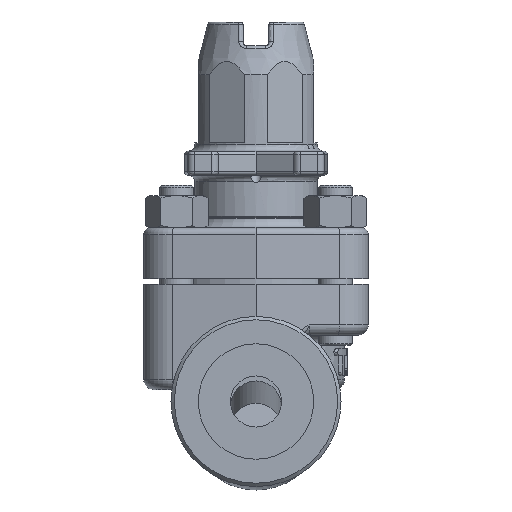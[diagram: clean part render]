
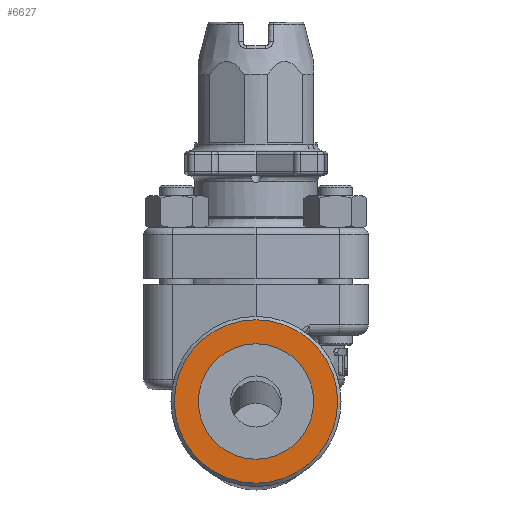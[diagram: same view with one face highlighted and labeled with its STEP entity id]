
A CAD part, left-side view. The second image highlights one B-rep face of the part: STEP entity #6627.
In plain terms, the highlighted planar face has unit normal (-1, 0, 0).
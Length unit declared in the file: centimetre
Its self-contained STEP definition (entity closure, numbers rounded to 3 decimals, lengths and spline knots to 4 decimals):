
#1330=FACE_BOUND('',#1918,.T.);
#1433=FACE_OUTER_BOUND('',#1917,.T.);
#1917=EDGE_LOOP('',(#4486));
#1918=EDGE_LOOP('',(#4487));
#2473=CIRCLE('',#7112,1.695);
#2476=CIRCLE('',#7117,2.4);
#2856=VERTEX_POINT('',#10101);
#2859=VERTEX_POINT('',#10109);
#3478=EDGE_CURVE('',#2856,#2856,#2473,.T.);
#3481=EDGE_CURVE('',#2859,#2859,#2476,.T.);
#4486=ORIENTED_EDGE('',*,*,#3481,.F.);
#4487=ORIENTED_EDGE('',*,*,#3478,.T.);
#6445=PLANE('',#7120);
#6627=ADVANCED_FACE('',(#1433,#1330),#6445,.F.);
#7112=AXIS2_PLACEMENT_3D('',#10102,#8028,#8029);
#7117=AXIS2_PLACEMENT_3D('',#10110,#8038,#8039);
#7120=AXIS2_PLACEMENT_3D('',#10114,#8044,#8045);
#8028=DIRECTION('center_axis',(1.,0.,0.));
#8029=DIRECTION('ref_axis',(0.,0.,-1.));
#8038=DIRECTION('center_axis',(1.,0.,0.));
#8039=DIRECTION('ref_axis',(0.,-1.,0.));
#8044=DIRECTION('center_axis',(1.,0.,0.));
#8045=DIRECTION('ref_axis',(0.,0.,-1.));
#10101=CARTESIAN_POINT('',(-8.2559,-0.328,1.195));
#10102=CARTESIAN_POINT('Origin',(-8.2559,-0.328,-0.5));
#10109=CARTESIAN_POINT('',(-8.2559,2.072,-0.5));
#10110=CARTESIAN_POINT('Origin',(-8.2559,-0.328,-0.5));
#10114=CARTESIAN_POINT('Origin',(-8.2559,-0.328,-0.5));
